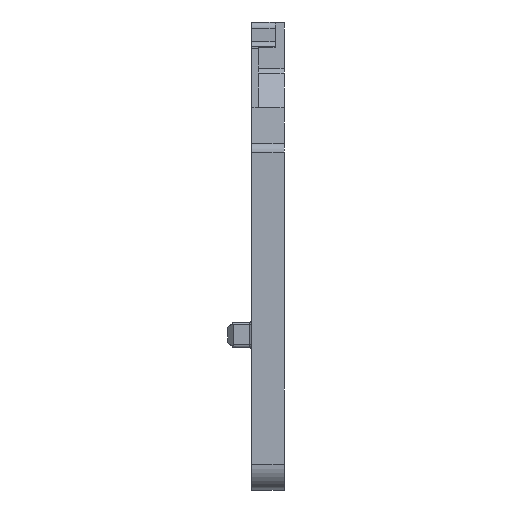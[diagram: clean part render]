
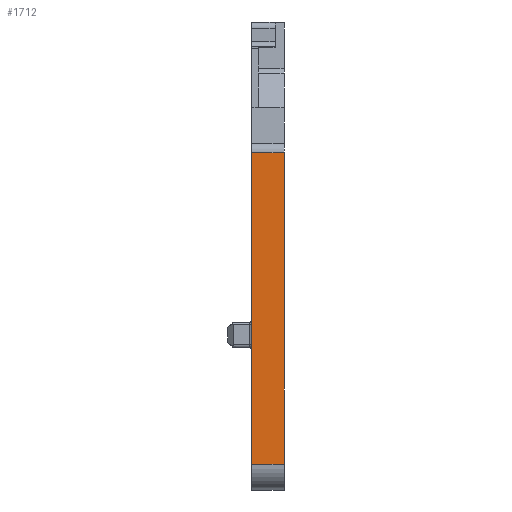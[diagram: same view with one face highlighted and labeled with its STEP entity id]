
A CAD part, front view. The second image highlights one B-rep face of the part: STEP entity #1712.
In plain terms, the highlighted planar face has unit normal (0, -1, 0).
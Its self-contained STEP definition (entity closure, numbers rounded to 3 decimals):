
#1692=AXIS2_PLACEMENT_3D('Plane Axis2P3D',#1689,#1690,#1691) ;
#1490=CARTESIAN_POINT('Line Origine',(3.1,0.,2.)) ;
#1494=CARTESIAN_POINT('Vertex',(1.85,0.,2.)) ;
#1496=CARTESIAN_POINT('Vertex',(4.35,0.,2.)) ;
#1639=CARTESIAN_POINT('Vertex',(4.35,0.,26.102)) ;
#1642=CARTESIAN_POINT('Line Origine',(4.35,0.,14.051)) ;
#1689=CARTESIAN_POINT('Axis2P3D Location',(4.35,0.,26.102)) ;
#1694=CARTESIAN_POINT('Line Origine',(3.1,0.,26.102)) ;
#1698=CARTESIAN_POINT('Vertex',(1.85,0.,26.102)) ;
#1701=CARTESIAN_POINT('Line Origine',(1.85,0.,14.051)) ;
#1491=DIRECTION('Vector Direction',(1.,0.,0.)) ;
#1643=DIRECTION('Vector Direction',(0.,0.,-1.)) ;
#1690=DIRECTION('Axis2P3D Direction',(0.,-1.,0.)) ;
#1691=DIRECTION('Axis2P3D XDirection',(0.,0.,-1.)) ;
#1695=DIRECTION('Vector Direction',(1.,0.,0.)) ;
#1702=DIRECTION('Vector Direction',(0.,0.,-1.)) ;
#1492=VECTOR('Line Direction',#1491,1.) ;
#1644=VECTOR('Line Direction',#1643,1.) ;
#1696=VECTOR('Line Direction',#1695,1.) ;
#1703=VECTOR('Line Direction',#1702,1.) ;
#1707=ORIENTED_EDGE('',*,*,#1700,.F.) ;
#1708=ORIENTED_EDGE('',*,*,#1705,.T.) ;
#1709=ORIENTED_EDGE('',*,*,#1498,.T.) ;
#1710=ORIENTED_EDGE('',*,*,#1646,.F.) ;
#1712=ADVANCED_FACE('ZAP/TW7',(#1711),#1693,.T.) ;
#1498=EDGE_CURVE('',#1495,#1497,#1493,.T.) ;
#1646=EDGE_CURVE('',#1640,#1497,#1645,.T.) ;
#1700=EDGE_CURVE('',#1699,#1640,#1697,.T.) ;
#1705=EDGE_CURVE('',#1699,#1495,#1704,.T.) ;
#1706=EDGE_LOOP('',(#1707,#1708,#1709,#1710)) ;
#1711=FACE_OUTER_BOUND('',#1706,.T.) ;
#1493=LINE('Line',#1490,#1492) ;
#1645=LINE('Line',#1642,#1644) ;
#1697=LINE('Line',#1694,#1696) ;
#1704=LINE('Line',#1701,#1703) ;
#1693=PLANE('',#1692) ;
#1495=VERTEX_POINT('',#1494) ;
#1497=VERTEX_POINT('',#1496) ;
#1640=VERTEX_POINT('',#1639) ;
#1699=VERTEX_POINT('',#1698) ;
